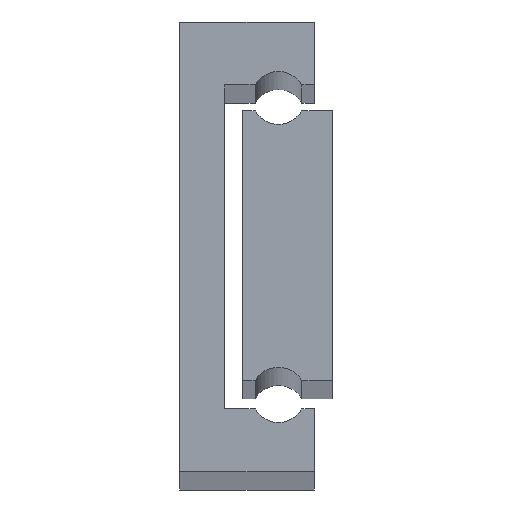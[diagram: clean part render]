
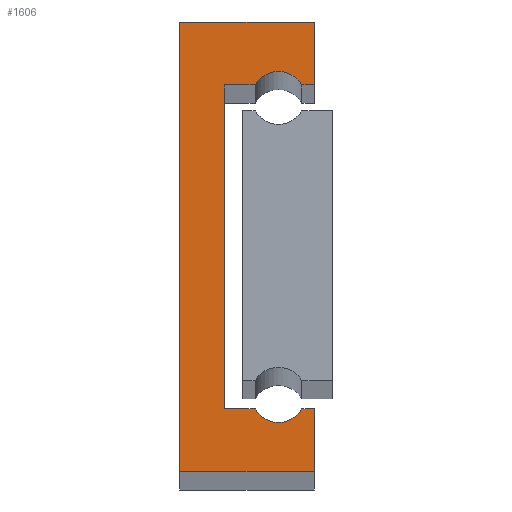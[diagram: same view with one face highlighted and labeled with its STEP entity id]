
A CAD part, top view. The second image highlights one B-rep face of the part: STEP entity #1606.
In plain terms, the highlighted planar face has unit normal (0, 0, 1).
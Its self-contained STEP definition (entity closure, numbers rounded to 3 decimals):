
#25 = CARTESIAN_POINT ( 'NONE',  ( 8.402, 7., 575. ) ) ;
#36 = DIRECTION ( 'NONE',  ( 1., 0., 0. ) ) ;
#122 = EDGE_CURVE ( 'NONE', #1832, #733, #1349, .T. ) ;
#127 = DIRECTION ( 'NONE',  ( 0., 1., 0. ) ) ;
#145 = ORIENTED_EDGE ( 'NONE', *, *, #160, .T. ) ;
#160 = EDGE_CURVE ( 'NONE', #1904, #1382, #1051, .T. ) ;
#199 = CARTESIAN_POINT ( 'NONE',  ( 15., 50., 575. ) ) ;
#204 = VERTEX_POINT ( 'NONE', #1262 ) ;
#212 = EDGE_CURVE ( 'NONE', #1382, #795, #1795, .T. ) ;
#213 = CARTESIAN_POINT ( 'NONE',  ( 8.402, 43., 575. ) ) ;
#227 = ORIENTED_EDGE ( 'NONE', *, *, #1082, .T. ) ;
#238 = AXIS2_PLACEMENT_3D ( 'NONE', #1339, #1911, #1321 ) ;
#304 = VECTOR ( 'NONE', #826, 1000. ) ;
#334 = DIRECTION ( 'NONE',  ( -1., 0., 0. ) ) ;
#360 = ORIENTED_EDGE ( 'NONE', *, *, #1901, .T. ) ;
#366 = EDGE_CURVE ( 'NONE', #1476, #620, #1070, .T. ) ;
#420 = CARTESIAN_POINT ( 'NONE',  ( 0., 0., 575. ) ) ;
#484 = CARTESIAN_POINT ( 'NONE',  ( 0., 50., 575. ) ) ;
#503 = VECTOR ( 'NONE', #1650, 1000. ) ;
#541 = CARTESIAN_POINT ( 'NONE',  ( 0., 0., 575. ) ) ;
#564 = DIRECTION ( 'NONE',  ( 1., 0., 0. ) ) ;
#586 = CARTESIAN_POINT ( 'NONE',  ( 0., 50., 575. ) ) ;
#620 = VERTEX_POINT ( 'NONE', #889 ) ;
#668 = VECTOR ( 'NONE', #1615, 1000. ) ;
#699 = LINE ( 'NONE', #1296, #1794 ) ;
#733 = VERTEX_POINT ( 'NONE', #874 ) ;
#745 = CARTESIAN_POINT ( 'NONE',  ( 5., 7., 575. ) ) ;
#771 = VECTOR ( 'NONE', #1019, 1000. ) ;
#795 = VERTEX_POINT ( 'NONE', #1237 ) ;
#826 = DIRECTION ( 'NONE',  ( 0., 1., 0. ) ) ;
#829 = CARTESIAN_POINT ( 'NONE',  ( 15., 43., 575. ) ) ;
#834 = CIRCLE ( 'NONE', #1428, 3. ) ;
#845 = CIRCLE ( 'NONE', #1963, 3. ) ;
#852 = LINE ( 'NONE', #213, #1640 ) ;
#853 = ORIENTED_EDGE ( 'NONE', *, *, #1445, .T. ) ;
#858 = CARTESIAN_POINT ( 'NONE',  ( 5., 43., 575. ) ) ;
#874 = CARTESIAN_POINT ( 'NONE',  ( 15., 7., 575. ) ) ;
#889 = CARTESIAN_POINT ( 'NONE',  ( 5., 7., 575. ) ) ;
#930 = VERTEX_POINT ( 'NONE', #829 ) ;
#931 = EDGE_CURVE ( 'NONE', #1938, #1576, #852, .T. ) ;
#949 = CARTESIAN_POINT ( 'NONE',  ( 15., 50., 575. ) ) ;
#971 = VECTOR ( 'NONE', #36, 1000. ) ;
#988 = LINE ( 'NONE', #1121, #1700 ) ;
#989 = EDGE_CURVE ( 'NONE', #204, #930, #699, .T. ) ;
#1000 = DIRECTION ( 'NONE',  ( -1., 0., 0. ) ) ;
#1010 = FACE_OUTER_BOUND ( 'NONE', #1173, .T. ) ;
#1019 = DIRECTION ( 'NONE',  ( -1., 0., 0. ) ) ;
#1051 = LINE ( 'NONE', #586, #503 ) ;
#1059 = DIRECTION ( 'NONE',  ( 0., 1., 0. ) ) ;
#1070 = LINE ( 'NONE', #25, #771 ) ;
#1078 = VECTOR ( 'NONE', #1059, 1000. ) ;
#1082 = EDGE_CURVE ( 'NONE', #733, #1548, #988, .T. ) ;
#1121 = CARTESIAN_POINT ( 'NONE',  ( 15., 7., 575. ) ) ;
#1153 = ORIENTED_EDGE ( 'NONE', *, *, #1575, .T. ) ;
#1160 = DIRECTION ( 'NONE',  ( 0., 0., -1. ) ) ;
#1173 = EDGE_LOOP ( 'NONE', ( #1734, #1868, #1319, #227, #1153, #1890, #1238, #1855, #360, #1541, #853, #145 ) ) ;
#1181 = CARTESIAN_POINT ( 'NONE',  ( 13.598, 7., 575. ) ) ;
#1193 = EDGE_CURVE ( 'NONE', #620, #1938, #1306, .T. ) ;
#1215 = CARTESIAN_POINT ( 'NONE',  ( 15., 0., 575. ) ) ;
#1237 = CARTESIAN_POINT ( 'NONE',  ( 0., 0., 575. ) ) ;
#1238 = ORIENTED_EDGE ( 'NONE', *, *, #1193, .T. ) ;
#1255 = VECTOR ( 'NONE', #127, 1000. ) ;
#1262 = CARTESIAN_POINT ( 'NONE',  ( 13.598, 43., 575. ) ) ;
#1273 = CARTESIAN_POINT ( 'NONE',  ( 11., 41.5, 575. ) ) ;
#1276 = DIRECTION ( 'NONE',  ( 1., 0., 0. ) ) ;
#1296 = CARTESIAN_POINT ( 'NONE',  ( 15., 43., 575. ) ) ;
#1303 = PLANE ( 'NONE',  #238 ) ;
#1306 = LINE ( 'NONE', #745, #1255 ) ;
#1319 = ORIENTED_EDGE ( 'NONE', *, *, #122, .T. ) ;
#1321 = DIRECTION ( 'NONE',  ( -1., 0., 0. ) ) ;
#1339 = CARTESIAN_POINT ( 'NONE',  ( 11., 41.5, 575. ) ) ;
#1349 = LINE ( 'NONE', #1215, #1078 ) ;
#1382 = VERTEX_POINT ( 'NONE', #484 ) ;
#1424 = LINE ( 'NONE', #541, #971 ) ;
#1428 = AXIS2_PLACEMENT_3D ( 'NONE', #1273, #1879, #334 ) ;
#1445 = EDGE_CURVE ( 'NONE', #930, #1904, #1860, .T. ) ;
#1476 = VERTEX_POINT ( 'NONE', #1709 ) ;
#1507 = EDGE_CURVE ( 'NONE', #795, #1832, #1424, .T. ) ;
#1541 = ORIENTED_EDGE ( 'NONE', *, *, #989, .T. ) ;
#1545 = CARTESIAN_POINT ( 'NONE',  ( 15., 0., 575. ) ) ;
#1548 = VERTEX_POINT ( 'NONE', #1181 ) ;
#1575 = EDGE_CURVE ( 'NONE', #1548, #1476, #845, .T. ) ;
#1576 = VERTEX_POINT ( 'NONE', #1779 ) ;
#1584 = DIRECTION ( 'NONE',  ( 1., 0., 0. ) ) ;
#1606 = ADVANCED_FACE ( 'NONE', ( #1010 ), #1303, .F. ) ;
#1615 = DIRECTION ( 'NONE',  ( 0., -1., 0. ) ) ;
#1640 = VECTOR ( 'NONE', #1276, 1000. ) ;
#1650 = DIRECTION ( 'NONE',  ( -1., 0., 0. ) ) ;
#1700 = VECTOR ( 'NONE', #1000, 1000. ) ;
#1709 = CARTESIAN_POINT ( 'NONE',  ( 8.402, 7., 575. ) ) ;
#1734 = ORIENTED_EDGE ( 'NONE', *, *, #212, .T. ) ;
#1779 = CARTESIAN_POINT ( 'NONE',  ( 8.402, 43., 575. ) ) ;
#1794 = VECTOR ( 'NONE', #1584, 1000. ) ;
#1795 = LINE ( 'NONE', #420, #668 ) ;
#1832 = VERTEX_POINT ( 'NONE', #1545 ) ;
#1855 = ORIENTED_EDGE ( 'NONE', *, *, #931, .T. ) ;
#1860 = LINE ( 'NONE', #199, #304 ) ;
#1868 = ORIENTED_EDGE ( 'NONE', *, *, #1507, .T. ) ;
#1879 = DIRECTION ( 'NONE',  ( 0., 0., -1. ) ) ;
#1890 = ORIENTED_EDGE ( 'NONE', *, *, #366, .T. ) ;
#1901 = EDGE_CURVE ( 'NONE', #1576, #204, #834, .T. ) ;
#1904 = VERTEX_POINT ( 'NONE', #949 ) ;
#1911 = DIRECTION ( 'NONE',  ( 0., 0., -1. ) ) ;
#1923 = CARTESIAN_POINT ( 'NONE',  ( 11., 8.5, 575. ) ) ;
#1938 = VERTEX_POINT ( 'NONE', #858 ) ;
#1963 = AXIS2_PLACEMENT_3D ( 'NONE', #1923, #1160, #564 ) ;
